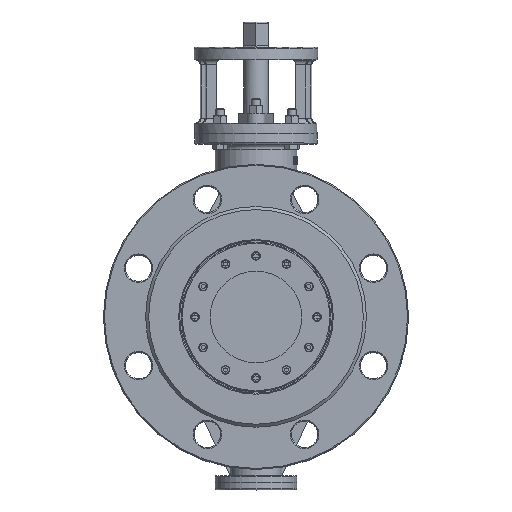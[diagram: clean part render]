
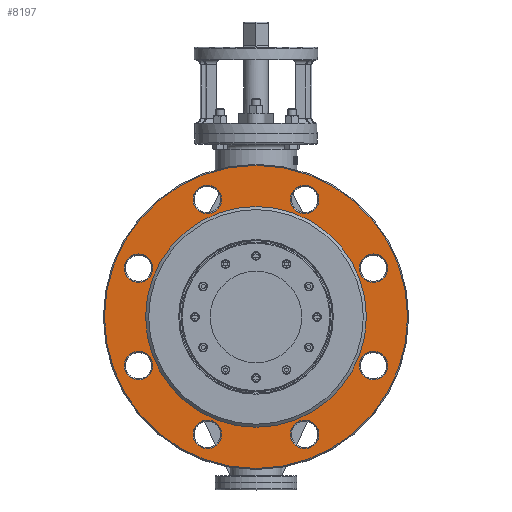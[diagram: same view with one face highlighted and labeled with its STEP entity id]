
A CAD part, top view. The second image highlights one B-rep face of the part: STEP entity #8197.
In plain terms, the highlighted planar face has unit normal (0, 0, 1).
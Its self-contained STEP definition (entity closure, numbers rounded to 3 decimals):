
#299=FACE_BOUND('',#1795,.T.);
#300=FACE_BOUND('',#1796,.T.);
#301=FACE_BOUND('',#1797,.T.);
#302=FACE_BOUND('',#1798,.T.);
#303=FACE_BOUND('',#1799,.T.);
#304=FACE_BOUND('',#1800,.T.);
#305=FACE_BOUND('',#1801,.T.);
#306=FACE_BOUND('',#1802,.T.);
#307=FACE_BOUND('',#1803,.T.);
#676=CIRCLE('',#8982,108.5);
#679=CIRCLE('',#8986,149.);
#680=CIRCLE('',#8987,14.);
#681=CIRCLE('',#8988,14.);
#682=CIRCLE('',#8989,14.);
#683=CIRCLE('',#8990,14.);
#684=CIRCLE('',#8991,14.);
#685=CIRCLE('',#8992,14.);
#686=CIRCLE('',#8993,14.);
#687=CIRCLE('',#8994,14.);
#925=PLANE('',#8985);
#1271=FACE_OUTER_BOUND('',#1794,.T.);
#1794=EDGE_LOOP('',(#6463));
#1795=EDGE_LOOP('',(#6464));
#1796=EDGE_LOOP('',(#6465));
#1797=EDGE_LOOP('',(#6466));
#1798=EDGE_LOOP('',(#6467));
#1799=EDGE_LOOP('',(#6468));
#1800=EDGE_LOOP('',(#6469));
#1801=EDGE_LOOP('',(#6470));
#1802=EDGE_LOOP('',(#6471));
#1803=EDGE_LOOP('',(#6472));
#3714=VERTEX_POINT('',#16073);
#3717=VERTEX_POINT('',#16081);
#3718=VERTEX_POINT('',#16083);
#3719=VERTEX_POINT('',#16085);
#3720=VERTEX_POINT('',#16087);
#3721=VERTEX_POINT('',#16089);
#3722=VERTEX_POINT('',#16091);
#3723=VERTEX_POINT('',#16093);
#3724=VERTEX_POINT('',#16095);
#3725=VERTEX_POINT('',#16097);
#4682=EDGE_CURVE('',#3714,#3714,#676,.T.);
#4686=EDGE_CURVE('',#3717,#3717,#679,.T.);
#4687=EDGE_CURVE('',#3718,#3718,#680,.T.);
#4688=EDGE_CURVE('',#3719,#3719,#681,.T.);
#4689=EDGE_CURVE('',#3720,#3720,#682,.T.);
#4690=EDGE_CURVE('',#3721,#3721,#683,.T.);
#4691=EDGE_CURVE('',#3722,#3722,#684,.T.);
#4692=EDGE_CURVE('',#3723,#3723,#685,.T.);
#4693=EDGE_CURVE('',#3724,#3724,#686,.T.);
#4694=EDGE_CURVE('',#3725,#3725,#687,.T.);
#6463=ORIENTED_EDGE('',*,*,#4686,.F.);
#6464=ORIENTED_EDGE('',*,*,#4687,.F.);
#6465=ORIENTED_EDGE('',*,*,#4688,.F.);
#6466=ORIENTED_EDGE('',*,*,#4689,.F.);
#6467=ORIENTED_EDGE('',*,*,#4690,.F.);
#6468=ORIENTED_EDGE('',*,*,#4691,.F.);
#6469=ORIENTED_EDGE('',*,*,#4692,.F.);
#6470=ORIENTED_EDGE('',*,*,#4693,.F.);
#6471=ORIENTED_EDGE('',*,*,#4694,.F.);
#6472=ORIENTED_EDGE('',*,*,#4682,.F.);
#8197=ADVANCED_FACE('',(#1271,#299,#300,#301,#302,#303,#304,#305,#306,#307),
#925,.T.);
#8982=AXIS2_PLACEMENT_3D('',#16074,#10651,#10652);
#8985=AXIS2_PLACEMENT_3D('',#16080,#10658,#10659);
#8986=AXIS2_PLACEMENT_3D('',#16082,#10660,#10661);
#8987=AXIS2_PLACEMENT_3D('',#16084,#10662,#10663);
#8988=AXIS2_PLACEMENT_3D('',#16086,#10664,#10665);
#8989=AXIS2_PLACEMENT_3D('',#16088,#10666,#10667);
#8990=AXIS2_PLACEMENT_3D('',#16090,#10668,#10669);
#8991=AXIS2_PLACEMENT_3D('',#16092,#10670,#10671);
#8992=AXIS2_PLACEMENT_3D('',#16094,#10672,#10673);
#8993=AXIS2_PLACEMENT_3D('',#16096,#10674,#10675);
#8994=AXIS2_PLACEMENT_3D('',#16098,#10676,#10677);
#10651=DIRECTION('center_axis',(0.,0.,1.));
#10652=DIRECTION('ref_axis',(-1.,0.,0.));
#10658=DIRECTION('center_axis',(0.,0.,1.));
#10659=DIRECTION('ref_axis',(1.,0.,0.));
#10660=DIRECTION('center_axis',(0.,0.,-1.));
#10661=DIRECTION('ref_axis',(-1.,0.,0.));
#10662=DIRECTION('center_axis',(0.,0.,1.));
#10663=DIRECTION('ref_axis',(-1.,0.,0.));
#10664=DIRECTION('center_axis',(0.,0.,1.));
#10665=DIRECTION('ref_axis',(-1.,0.,0.));
#10666=DIRECTION('center_axis',(0.,0.,1.));
#10667=DIRECTION('ref_axis',(-1.,0.,0.));
#10668=DIRECTION('center_axis',(0.,0.,1.));
#10669=DIRECTION('ref_axis',(-1.,0.,0.));
#10670=DIRECTION('center_axis',(0.,0.,1.));
#10671=DIRECTION('ref_axis',(-1.,0.,0.));
#10672=DIRECTION('center_axis',(0.,0.,1.));
#10673=DIRECTION('ref_axis',(-1.,0.,0.));
#10674=DIRECTION('center_axis',(0.,0.,1.));
#10675=DIRECTION('ref_axis',(-1.,0.,0.));
#10676=DIRECTION('center_axis',(0.,0.,1.));
#10677=DIRECTION('ref_axis',(-1.,0.,0.));
#16073=CARTESIAN_POINT('',(108.5,0.,12.));
#16074=CARTESIAN_POINT('Origin',(0.,0.,12.));
#16080=CARTESIAN_POINT('Origin',(0.,0.,12.));
#16081=CARTESIAN_POINT('',(149.,0.,12.));
#16082=CARTESIAN_POINT('Origin',(0.,0.,12.));
#16083=CARTESIAN_POINT('',(-33.835,-115.485,12.));
#16084=CARTESIAN_POINT('Origin',(-47.835,-115.485,12.));
#16085=CARTESIAN_POINT('',(129.485,-47.835,12.));
#16086=CARTESIAN_POINT('Origin',(115.485,-47.835,12.));
#16087=CARTESIAN_POINT('',(-33.835,115.485,12.));
#16088=CARTESIAN_POINT('Origin',(-47.835,115.485,12.));
#16089=CARTESIAN_POINT('',(129.485,47.835,12.));
#16090=CARTESIAN_POINT('Origin',(115.485,47.835,12.));
#16091=CARTESIAN_POINT('',(61.835,115.485,12.));
#16092=CARTESIAN_POINT('Origin',(47.835,115.485,12.));
#16093=CARTESIAN_POINT('',(-101.485,47.835,12.));
#16094=CARTESIAN_POINT('Origin',(-115.485,47.835,12.));
#16095=CARTESIAN_POINT('',(61.835,-115.485,12.));
#16096=CARTESIAN_POINT('Origin',(47.835,-115.485,12.));
#16097=CARTESIAN_POINT('',(-101.485,-47.835,12.));
#16098=CARTESIAN_POINT('Origin',(-115.485,-47.835,12.));
